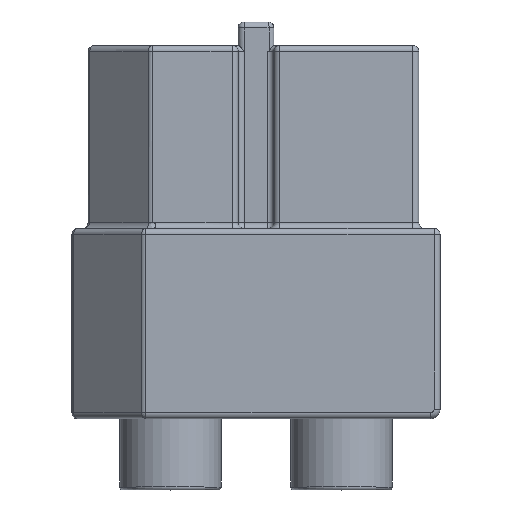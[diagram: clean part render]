
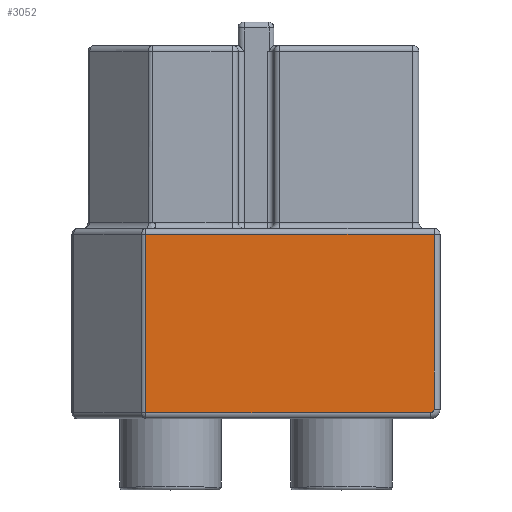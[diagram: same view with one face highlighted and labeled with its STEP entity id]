
A CAD part, top view. The second image highlights one B-rep face of the part: STEP entity #3052.
In plain terms, the highlighted planar face has unit normal (0, 0, 1).
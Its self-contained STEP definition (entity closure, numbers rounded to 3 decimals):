
#134=LINE('',#4657,#247);
#136=LINE('',#4660,#249);
#138=LINE('',#4664,#251);
#148=LINE('',#4707,#261);
#247=VECTOR('',#3902,1000.);
#249=VECTOR('',#3906,1000.);
#251=VECTOR('',#3912,1000.);
#261=VECTOR('',#3966,1000.);
#839=ORIENTED_EDGE('',*,*,#1161,.F.);
#840=ORIENTED_EDGE('',*,*,#1141,.F.);
#841=ORIENTED_EDGE('',*,*,#1139,.F.);
#842=ORIENTED_EDGE('',*,*,#1137,.F.);
#843=ORIENTED_EDGE('',*,*,#1162,.F.);
#1137=EDGE_CURVE('',#1322,#1306,#134,.T.);
#1139=EDGE_CURVE('',#1306,#1308,#136,.T.);
#1141=EDGE_CURVE('',#1308,#1323,#138,.T.);
#1161=EDGE_CURVE('',#1323,#1333,#1472,.T.);
#1162=EDGE_CURVE('',#1333,#1322,#148,.T.);
#1306=VERTEX_POINT('',#4602);
#1308=VERTEX_POINT('',#4607);
#1322=VERTEX_POINT('',#4656);
#1323=VERTEX_POINT('',#4665);
#1333=VERTEX_POINT('',#4706);
#1472=CIRCLE('',#3326,0.15);
#1637=EDGE_LOOP('',(#839,#840,#841,#842,#843));
#1820=FACE_BOUND('',#1637,.T.);
#1884=PLANE('',#3325);
#3052=ADVANCED_FACE('',(#1820),#1884,.F.);
#3325=AXIS2_PLACEMENT_3D('',#4704,#3962,#3963);
#3326=AXIS2_PLACEMENT_3D('',#4705,#3964,#3965);
#3902=DIRECTION('',(0.,1.,0.));
#3906=DIRECTION('',(1.,0.,0.));
#3912=DIRECTION('',(0.,-1.,0.));
#3962=DIRECTION('',(0.,0.,-1.));
#3963=DIRECTION('',(0.,-1.,0.));
#3964=DIRECTION('',(0.,0.,-1.));
#3965=DIRECTION('',(0.,1.,0.));
#3966=DIRECTION('',(-1.,0.,0.));
#4602=CARTESIAN_POINT('',(-4.64,-0.253,4.069));
#4607=CARTESIAN_POINT('',(7.501,-0.253,4.069));
#4656=CARTESIAN_POINT('',(-4.64,-7.758,4.069));
#4657=CARTESIAN_POINT('',(-4.64,-6.628,4.069));
#4660=CARTESIAN_POINT('',(-4.76,-0.253,4.069));
#4664=CARTESIAN_POINT('',(7.502,-6.878,4.069));
#4665=CARTESIAN_POINT('',(7.501,-7.608,4.069));
#4704=CARTESIAN_POINT('',(-7.864,-6.878,4.069));
#4705=CARTESIAN_POINT('',(7.352,-7.608,4.069));
#4706=CARTESIAN_POINT('',(7.352,-7.758,4.069));
#4707=CARTESIAN_POINT('',(7.622,-7.758,4.069));
